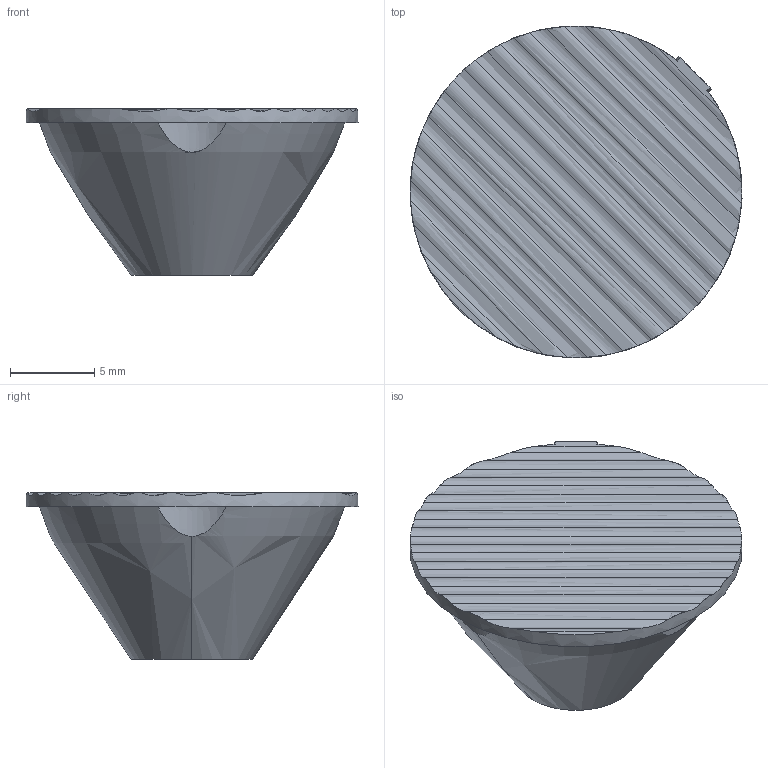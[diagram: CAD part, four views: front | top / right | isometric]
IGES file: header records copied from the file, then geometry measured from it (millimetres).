
Start section:  PTC IGES file: 10197_iss2_150107.igs
Global section: file name: 10197_iss2_150107.igs; native system: Pro/ENGINEER by Parametric Technology Corporation; preprocessor: 2008310; author: beanm; organization: Unknown; date: 20090203.130254; units: millimetre
Bounding box: 19.69 x 19.69 x 9.9 mm (x, y, z)
Surface area: 996.7 mm2 (no closed solid volume)
Topology: 0 solids, 0 shells, 44 faces, 242 edges, 240 vertices
Faces by surface type: revolution 35, bspline 9
